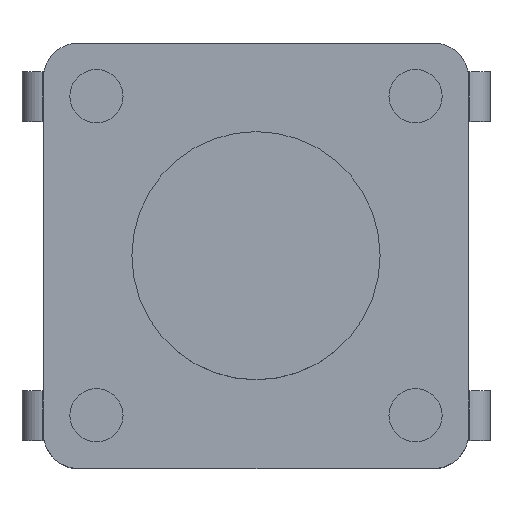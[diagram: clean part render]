
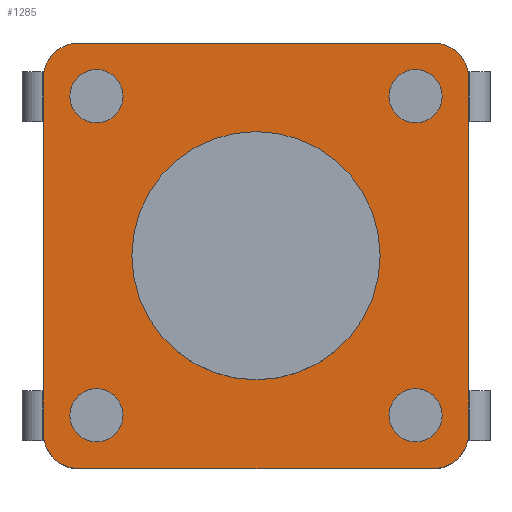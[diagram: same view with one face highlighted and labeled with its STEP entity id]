
A CAD part, top view. The second image highlights one B-rep face of the part: STEP entity #1285.
In plain terms, the highlighted planar face has unit normal (0, 0, 1).
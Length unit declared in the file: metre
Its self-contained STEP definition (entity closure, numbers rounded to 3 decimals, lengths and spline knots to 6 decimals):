
#38=CIRCLE('',#1697,0.0005);
#40=CIRCLE('',#1701,0.0005);
#43=CIRCLE('',#1710,0.0005);
#44=CIRCLE('',#1712,0.0005);
#45=CIRCLE('',#1716,0.000375);
#46=CIRCLE('',#1717,0.000375);
#47=CIRCLE('',#1718,0.000375);
#48=CIRCLE('',#1719,0.000375);
#49=CIRCLE('',#1720,0.00175);
#155=ORIENTED_EDGE('',*,*,#495,.F.);
#156=ORIENTED_EDGE('',*,*,#496,.F.);
#157=ORIENTED_EDGE('',*,*,#497,.F.);
#158=ORIENTED_EDGE('',*,*,#498,.F.);
#159=ORIENTED_EDGE('',*,*,#499,.T.);
#160=ORIENTED_EDGE('',*,*,#475,.T.);
#161=ORIENTED_EDGE('',*,*,#479,.T.);
#162=ORIENTED_EDGE('',*,*,#465,.T.);
#163=ORIENTED_EDGE('',*,*,#485,.T.);
#164=ORIENTED_EDGE('',*,*,#487,.F.);
#165=ORIENTED_EDGE('',*,*,#437,.T.);
#166=ORIENTED_EDGE('',*,*,#494,.F.);
#167=ORIENTED_EDGE('',*,*,#449,.T.);
#437=EDGE_CURVE('',#615,#614,#38,.T.);
#449=EDGE_CURVE('',#626,#625,#40,.T.);
#465=EDGE_CURVE('',#641,#640,#754,.T.);
#475=EDGE_CURVE('',#625,#648,#764,.T.);
#479=EDGE_CURVE('',#648,#641,#43,.T.);
#485=EDGE_CURVE('',#640,#655,#44,.T.);
#487=EDGE_CURVE('',#615,#655,#771,.T.);
#494=EDGE_CURVE('',#626,#614,#778,.T.);
#495=EDGE_CURVE('',#660,#660,#45,.T.);
#496=EDGE_CURVE('',#661,#661,#46,.T.);
#497=EDGE_CURVE('',#662,#662,#47,.T.);
#498=EDGE_CURVE('',#663,#663,#48,.T.);
#499=EDGE_CURVE('',#664,#664,#49,.F.);
#614=VERTEX_POINT('',#2176);
#615=VERTEX_POINT('',#2178);
#625=VERTEX_POINT('',#2207);
#626=VERTEX_POINT('',#2209);
#640=VERTEX_POINT('',#2242);
#641=VERTEX_POINT('',#2244);
#648=VERTEX_POINT('',#2261);
#655=VERTEX_POINT('',#2286);
#660=VERTEX_POINT('',#2305);
#661=VERTEX_POINT('',#2307);
#662=VERTEX_POINT('',#2309);
#663=VERTEX_POINT('',#2311);
#664=VERTEX_POINT('',#2313);
#754=LINE('',#2243,#890);
#764=LINE('',#2262,#900);
#771=LINE('',#2291,#907);
#778=LINE('',#2302,#914);
#890=VECTOR('',#1859,1.);
#900=VECTOR('',#1871,1.);
#907=VECTOR('',#1890,1.);
#914=VECTOR('',#1899,1.);
#1012=EDGE_LOOP('',(#155));
#1013=EDGE_LOOP('',(#156));
#1014=EDGE_LOOP('',(#157));
#1015=EDGE_LOOP('',(#158));
#1016=EDGE_LOOP('',(#159));
#1017=EDGE_LOOP('',(#160,#161,#162,#163,#164,#165,#166,#167));
#1094=FACE_BOUND('',#1012,.T.);
#1095=FACE_BOUND('',#1013,.T.);
#1096=FACE_BOUND('',#1014,.T.);
#1097=FACE_BOUND('',#1015,.T.);
#1098=FACE_BOUND('',#1016,.T.);
#1099=FACE_BOUND('',#1017,.T.);
#1172=PLANE('',#1715);
#1285=ADVANCED_FACE('',(#1094,#1095,#1096,#1097,#1098,#1099),#1172,.T.);
#1697=AXIS2_PLACEMENT_3D('',#2177,#1817,#1818);
#1701=AXIS2_PLACEMENT_3D('',#2208,#1833,#1834);
#1710=AXIS2_PLACEMENT_3D('',#2273,#1877,#1878);
#1712=AXIS2_PLACEMENT_3D('',#2287,#1885,#1886);
#1715=AXIS2_PLACEMENT_3D('',#2303,#1900,#1901);
#1716=AXIS2_PLACEMENT_3D('',#2304,#1902,#1903);
#1717=AXIS2_PLACEMENT_3D('',#2306,#1904,#1905);
#1718=AXIS2_PLACEMENT_3D('',#2308,#1906,#1907);
#1719=AXIS2_PLACEMENT_3D('',#2310,#1908,#1909);
#1720=AXIS2_PLACEMENT_3D('',#2312,#1910,#1911);
#1817=DIRECTION('',(0.,0.,1.));
#1818=DIRECTION('',(1.,0.,0.));
#1833=DIRECTION('',(0.,0.,1.));
#1834=DIRECTION('',(1.,0.,0.));
#1859=DIRECTION('',(1.,0.,0.));
#1871=DIRECTION('',(0.,-1.,0.));
#1877=DIRECTION('',(0.,0.,1.));
#1878=DIRECTION('',(1.,0.,0.));
#1885=DIRECTION('',(0.,0.,1.));
#1886=DIRECTION('',(1.,0.,0.));
#1890=DIRECTION('',(0.,-1.,0.));
#1899=DIRECTION('',(1.,0.,0.));
#1900=DIRECTION('',(0.,0.,1.));
#1901=DIRECTION('',(1.,0.,0.));
#1902=DIRECTION('',(0.,0.,1.));
#1903=DIRECTION('',(1.,0.,0.));
#1904=DIRECTION('',(0.,0.,1.));
#1905=DIRECTION('',(1.,0.,0.));
#1906=DIRECTION('',(0.,0.,1.));
#1907=DIRECTION('',(1.,0.,0.));
#1908=DIRECTION('',(0.,0.,1.));
#1909=DIRECTION('',(1.,0.,0.));
#1910=DIRECTION('',(0.,0.,1.));
#1911=DIRECTION('',(1.,0.,0.));
#2176=CARTESIAN_POINT('',(0.0025,0.003,0.0036));
#2177=CARTESIAN_POINT('',(0.0025,0.0025,0.0036));
#2178=CARTESIAN_POINT('',(0.003,0.0025,0.0036));
#2207=CARTESIAN_POINT('',(-0.003,0.0025,0.0036));
#2208=CARTESIAN_POINT('',(-0.0025,0.0025,0.0036));
#2209=CARTESIAN_POINT('',(-0.0025,0.003,0.0036));
#2242=CARTESIAN_POINT('',(0.0025,-0.003,0.0036));
#2243=CARTESIAN_POINT('',(0.,-0.003,0.0036));
#2244=CARTESIAN_POINT('',(-0.0025,-0.003,0.0036));
#2261=CARTESIAN_POINT('',(-0.003,-0.0025,0.0036));
#2262=CARTESIAN_POINT('',(-0.003,0.,0.0036));
#2273=CARTESIAN_POINT('',(-0.0025,-0.0025,0.0036));
#2286=CARTESIAN_POINT('',(0.003,-0.0025,0.0036));
#2287=CARTESIAN_POINT('',(0.0025,-0.0025,0.0036));
#2291=CARTESIAN_POINT('',(0.003,0.,0.0036));
#2302=CARTESIAN_POINT('',(0.,0.003,0.0036));
#2303=CARTESIAN_POINT('',(0.000006,-0.000007,0.0036));
#2304=CARTESIAN_POINT('',(0.00225,-0.00225,0.0036));
#2305=CARTESIAN_POINT('',(0.002625,-0.00225,0.0036));
#2306=CARTESIAN_POINT('',(-0.00225,-0.00225,0.0036));
#2307=CARTESIAN_POINT('',(-0.001875,-0.00225,0.0036));
#2308=CARTESIAN_POINT('',(-0.00225,0.00225,0.0036));
#2309=CARTESIAN_POINT('',(-0.001875,0.00225,0.0036));
#2310=CARTESIAN_POINT('',(0.00225,0.00225,0.0036));
#2311=CARTESIAN_POINT('',(0.002625,0.00225,0.0036));
#2312=CARTESIAN_POINT('',(0.,0.,0.0036));
#2313=CARTESIAN_POINT('',(0.00175,0.,0.0036));
